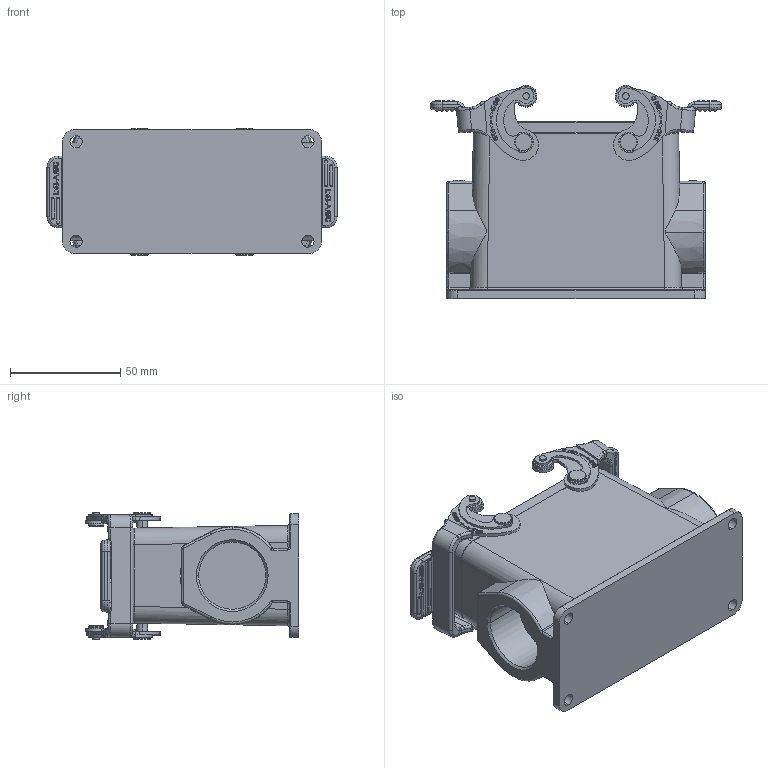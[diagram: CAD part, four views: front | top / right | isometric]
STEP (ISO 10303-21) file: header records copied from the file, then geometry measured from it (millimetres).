
FILE_DESCRIPTION(/* description */ (''),/* implementation_level */ '2;1');
FILE_NAME(/* name */ '3D_1120162415004_H16B-MSFH-2L_SC-M32_V1.0_stp.stp',/* time_stamp */ '2022-10-31T10:37:37+08:00',/* author */ (''),/* organization */ (''),/* preprocessor_version */ 'ST-DEVELOPER v18.1',/* originating_system */ 'SIEMENS PLM Software NX 1980',/* authorisation */ '');
FILE_SCHEMA (('AUTOMOTIVE_DESIGN { 1 0 10303 214 3 1 1 1 }'));
Products named in the file (1): jphu0440240Flcen
Bounding box: 131.4 x 96.5 x 57.5 mm (x, y, z)
Volume: 170120.7 mm3; surface area: 69028.3 mm2
Topology: 1 solids, 5 shells, 1499 faces, 4068 edges, 2686 vertices
Faces by surface type: plane 710, cylinder 458, torus 104, extrusion 91, bspline 50, cone 46, sphere 38, revolution 2
Entity records: 63503 total; most frequent: CARTESIAN_POINT 19380, ORIENTED_EDGE 8022, DIRECTION 6797, EDGE_CURVE 4019, VERTEX_POINT 2681, AXIS2_PLACEMENT_3D 2421, VECTOR 1953, LINE 1862
